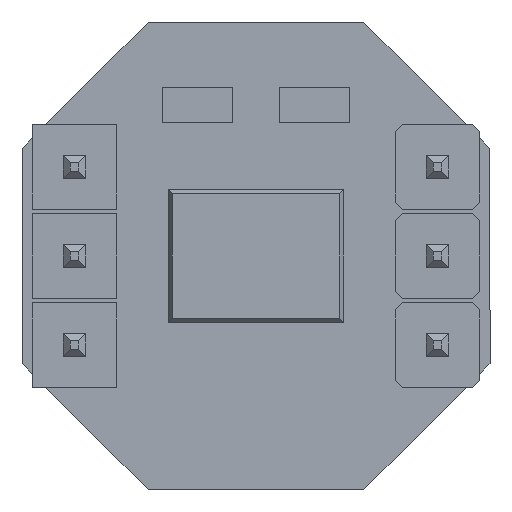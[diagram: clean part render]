
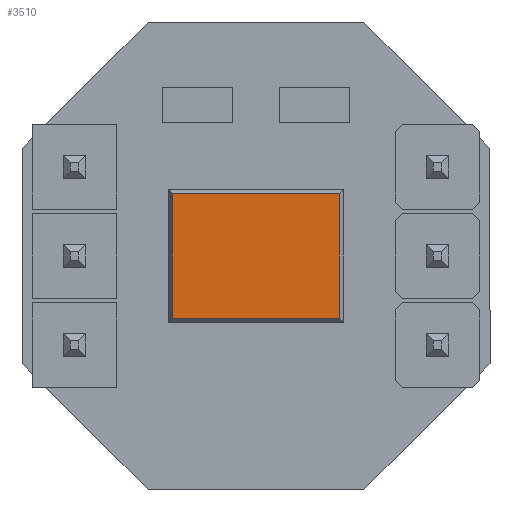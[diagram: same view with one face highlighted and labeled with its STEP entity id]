
A CAD part, front view. The second image highlights one B-rep face of the part: STEP entity #3510.
In plain terms, the highlighted planar face has unit normal (0, -1, 0).
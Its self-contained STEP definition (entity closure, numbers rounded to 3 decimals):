
#78 = EDGE_LOOP ( 'NONE', ( #4839, #1359, #7535, #8882 ) ) ;
#872 = CARTESIAN_POINT ( 'NONE',  ( 2.385, -1., 0. ) ) ;
#1359 = ORIENTED_EDGE ( 'NONE', *, *, #6371, .T. ) ;
#1558 = CARTESIAN_POINT ( 'NONE',  ( -2.385, -1., 1.77 ) ) ;
#1762 = AXIS2_PLACEMENT_3D ( 'NONE', #5901, #9776, #6593 ) ;
#2059 = FACE_OUTER_BOUND ( 'NONE', #78, .T. ) ;
#2237 = DIRECTION ( 'NONE',  ( 0., 0., 1. ) ) ;
#2470 = VERTEX_POINT ( 'NONE', #1558 ) ;
#2680 = LINE ( 'NONE', #6539, #11865 ) ;
#2974 = EDGE_CURVE ( 'NONE', #11963, #11062, #6575, .T. ) ;
#3509 = CARTESIAN_POINT ( 'NONE',  ( 2.385, -1., 1.77 ) ) ;
#3510 = ADVANCED_FACE ( 'NONE', ( #2059 ), #9509, .F. ) ;
#4564 = VECTOR ( 'NONE', #12291, 1000. ) ;
#4565 = VERTEX_POINT ( 'NONE', #3509 ) ;
#4606 = CARTESIAN_POINT ( 'NONE',  ( 0., -1., -1.77 ) ) ;
#4839 = ORIENTED_EDGE ( 'NONE', *, *, #9315, .T. ) ;
#4957 = EDGE_CURVE ( 'NONE', #2470, #11963, #2680, .T. ) ;
#5901 = CARTESIAN_POINT ( 'NONE',  ( 0., -1., 0. ) ) ;
#6371 = EDGE_CURVE ( 'NONE', #4565, #2470, #6608, .T. ) ;
#6539 = CARTESIAN_POINT ( 'NONE',  ( -2.385, -1., 0. ) ) ;
#6575 = LINE ( 'NONE', #4606, #4564 ) ;
#6593 = DIRECTION ( 'NONE',  ( 0., 0., 1. ) ) ;
#6608 = LINE ( 'NONE', #9459, #9525 ) ;
#6855 = CARTESIAN_POINT ( 'NONE',  ( -2.385, -1., -1.77 ) ) ;
#7535 = ORIENTED_EDGE ( 'NONE', *, *, #4957, .T. ) ;
#8882 = ORIENTED_EDGE ( 'NONE', *, *, #2974, .T. ) ;
#9315 = EDGE_CURVE ( 'NONE', #11062, #4565, #11389, .T. ) ;
#9432 = CARTESIAN_POINT ( 'NONE',  ( 2.385, -1., -1.77 ) ) ;
#9459 = CARTESIAN_POINT ( 'NONE',  ( 0., -1., 1.77 ) ) ;
#9509 = PLANE ( 'NONE',  #1762 ) ;
#9525 = VECTOR ( 'NONE', #11406, 1000. ) ;
#9776 = DIRECTION ( 'NONE',  ( 0., 1., 0. ) ) ;
#10207 = DIRECTION ( 'NONE',  ( 0., 0., -1. ) ) ;
#11062 = VERTEX_POINT ( 'NONE', #9432 ) ;
#11389 = LINE ( 'NONE', #872, #11946 ) ;
#11406 = DIRECTION ( 'NONE',  ( -1., 0., 0. ) ) ;
#11865 = VECTOR ( 'NONE', #10207, 1000. ) ;
#11946 = VECTOR ( 'NONE', #2237, 1000. ) ;
#11963 = VERTEX_POINT ( 'NONE', #6855 ) ;
#12291 = DIRECTION ( 'NONE',  ( 1., 0., 0. ) ) ;
